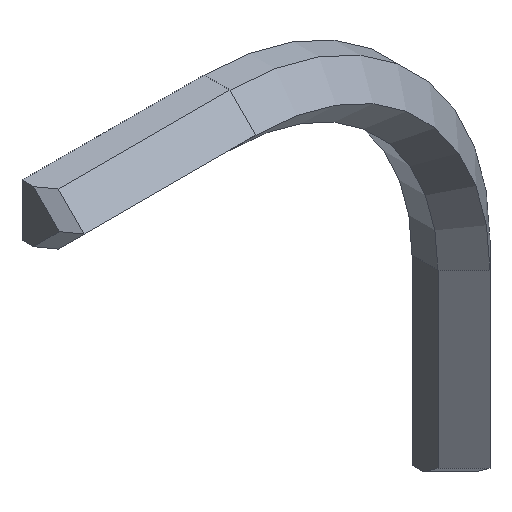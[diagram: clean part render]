
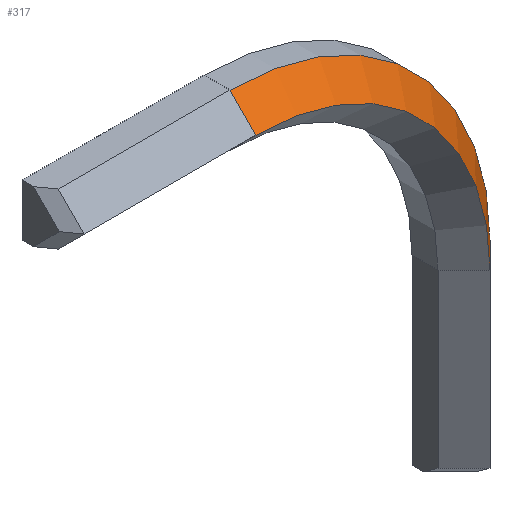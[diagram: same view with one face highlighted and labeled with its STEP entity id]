
A CAD part, isometric view. The second image highlights one B-rep face of the part: STEP entity #317.
In plain terms, the highlighted conical face has half-angle 45 degrees and reference radius 47.5 mm.
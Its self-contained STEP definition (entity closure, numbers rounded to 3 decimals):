
#17=CIRCLE('',#360,50.);
#18=CIRCLE('',#361,45.);
#22=CONICAL_SURFACE('',#359,47.5,0.785);
#33=FACE_OUTER_BOUND('',#52,.T.);
#52=EDGE_LOOP('',(#246,#247,#248,#249));
#83=LINE('',#509,#121);
#90=LINE('',#524,#128);
#121=VECTOR('',#411,10.);
#128=VECTOR('',#424,10.);
#154=VERTEX_POINT('',#506);
#155=VERTEX_POINT('',#508);
#159=VERTEX_POINT('',#522);
#160=VERTEX_POINT('',#523);
#185=EDGE_CURVE('',#155,#154,#83,.T.);
#192=EDGE_CURVE('',#159,#160,#90,.T.);
#193=EDGE_CURVE('',#155,#159,#17,.T.);
#194=EDGE_CURVE('',#154,#160,#18,.T.);
#246=ORIENTED_EDGE('',*,*,#192,.F.);
#247=ORIENTED_EDGE('',*,*,#193,.F.);
#248=ORIENTED_EDGE('',*,*,#185,.T.);
#249=ORIENTED_EDGE('',*,*,#194,.T.);
#317=ADVANCED_FACE('',(#33),#22,.T.);
#359=AXIS2_PLACEMENT_3D('',#521,#422,#423);
#360=AXIS2_PLACEMENT_3D('',#525,#425,#426);
#361=AXIS2_PLACEMENT_3D('',#526,#427,#428);
#411=DIRECTION('',(0.,-0.707,-0.707));
#422=DIRECTION('center_axis',(0.,1.,0.));
#423=DIRECTION('ref_axis',(0.,0.,1.));
#424=DIRECTION('',(-0.707,-0.707,0.));
#425=DIRECTION('center_axis',(0.,1.,0.));
#426=DIRECTION('ref_axis',(1.,0.,0.));
#427=DIRECTION('center_axis',(0.,1.,0.));
#428=DIRECTION('ref_axis',(1.,0.,0.));
#506=CARTESIAN_POINT('',(-12.5,-27.5,32.5));
#508=CARTESIAN_POINT('',(-12.5,-22.5,37.5));
#509=CARTESIAN_POINT('',(-12.5,-27.5,32.5));
#521=CARTESIAN_POINT('Origin',(-12.5,-25.,-12.5));
#522=CARTESIAN_POINT('',(37.5,-22.5,-12.5));
#523=CARTESIAN_POINT('',(32.5,-27.5,-12.5));
#524=CARTESIAN_POINT('',(32.5,-27.5,-12.5));
#525=CARTESIAN_POINT('Origin',(-12.5,-22.5,-12.5));
#526=CARTESIAN_POINT('Origin',(-12.5,-27.5,-12.5));
